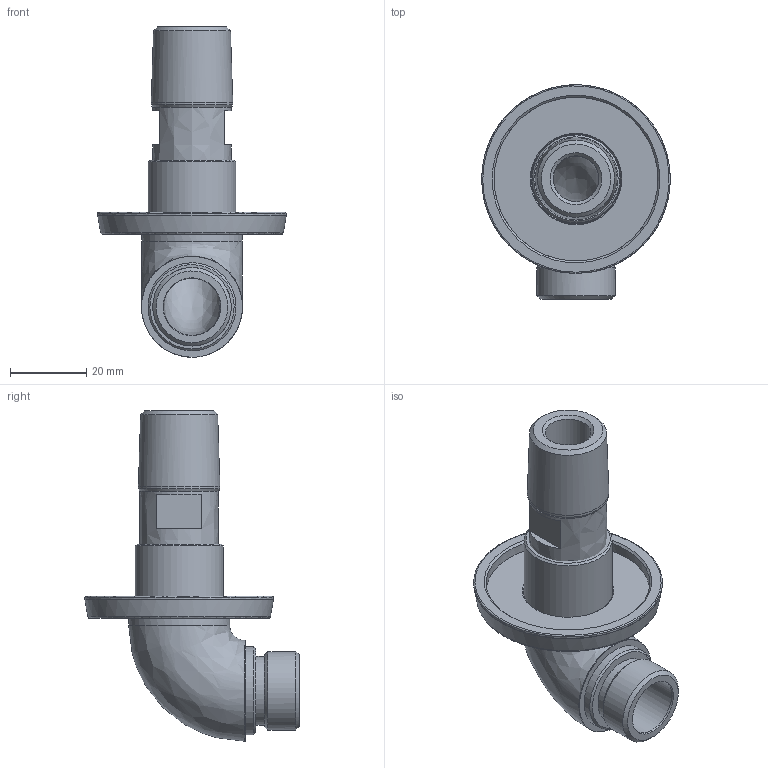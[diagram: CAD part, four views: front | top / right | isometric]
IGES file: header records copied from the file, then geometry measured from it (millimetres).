
Global section: file name: T20KA640; native system: Autodesk Inventor 2024; preprocessor: unknown; author: kwhieldon; date: 20241022.105722; units: millimetre
Bounding box: 49.5 x 56.25 x 86.75 mm (x, y, z)
Volume: 32183.7 mm3; surface area: 19003.8 mm2
Topology: 4 solids, 4 shells, 60 faces, 150 edges, 107 vertices
Faces by surface type: bspline 60
